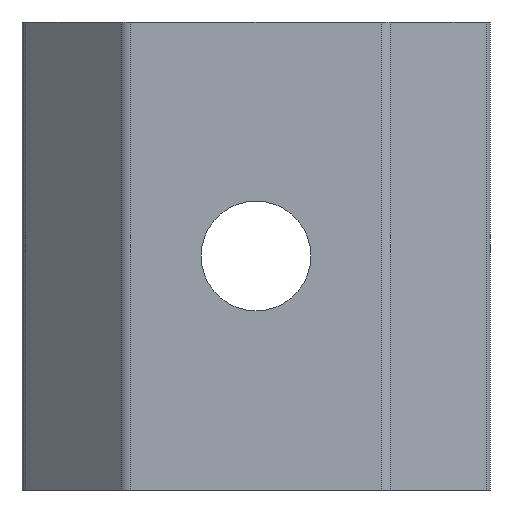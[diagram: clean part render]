
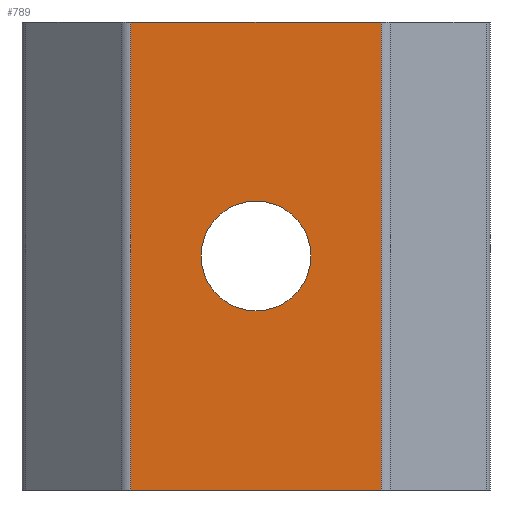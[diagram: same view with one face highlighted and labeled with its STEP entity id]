
A CAD part, front view. The second image highlights one B-rep face of the part: STEP entity #789.
In plain terms, the highlighted planar face has unit normal (0, -1, 0).
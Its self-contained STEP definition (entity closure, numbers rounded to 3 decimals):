
#28 = VERTEX_POINT ( 'NONE', #41 ) ;
#39 = ORIENTED_EDGE ( 'NONE', *, *, #816, .T. ) ;
#41 = CARTESIAN_POINT ( 'NONE',  ( 4.791, -4.5, -8.95 ) ) ;
#46 = VECTOR ( 'NONE', #855, 1000. ) ;
#59 = CIRCLE ( 'NONE', #437, 2.1 ) ;
#75 = CARTESIAN_POINT ( 'NONE',  ( 4.791, -4.5, 8.95 ) ) ;
#87 = EDGE_CURVE ( 'NONE', #28, #492, #361, .T. ) ;
#137 = ORIENTED_EDGE ( 'NONE', *, *, #873, .F. ) ;
#146 = DIRECTION ( 'NONE',  ( 1., 0., 0. ) ) ;
#157 = EDGE_CURVE ( 'NONE', #185, #28, #479, .T. ) ;
#173 = DIRECTION ( 'NONE',  ( 0., 1., 0. ) ) ;
#185 = VERTEX_POINT ( 'NONE', #727 ) ;
#210 = CARTESIAN_POINT ( 'NONE',  ( 5., -4.5, -8.95 ) ) ;
#214 = VECTOR ( 'NONE', #577, 1000. ) ;
#261 = FACE_BOUND ( 'NONE', #744, .T. ) ;
#290 = CARTESIAN_POINT ( 'NONE',  ( 0., -4.5, 0. ) ) ;
#329 = ORIENTED_EDGE ( 'NONE', *, *, #157, .T. ) ;
#347 = ORIENTED_EDGE ( 'NONE', *, *, #585, .T. ) ;
#361 = LINE ( 'NONE', #75, #695 ) ;
#373 = CIRCLE ( 'NONE', #514, 2.1 ) ;
#392 = DIRECTION ( 'NONE',  ( 0., 0., 1. ) ) ;
#401 = EDGE_LOOP ( 'NONE', ( #329, #673, #137, #347 ) ) ;
#402 = CARTESIAN_POINT ( 'NONE',  ( -4.791, -4.5, 8.95 ) ) ;
#415 = EDGE_CURVE ( 'NONE', #748, #696, #373, .T. ) ;
#437 = AXIS2_PLACEMENT_3D ( 'NONE', #290, #754, #827 ) ;
#479 = LINE ( 'NONE', #210, #713 ) ;
#486 = FACE_OUTER_BOUND ( 'NONE', #401, .T. ) ;
#487 = DIRECTION ( 'NONE',  ( 0., 1., 0. ) ) ;
#492 = VERTEX_POINT ( 'NONE', #600 ) ;
#514 = AXIS2_PLACEMENT_3D ( 'NONE', #566, #173, #700 ) ;
#566 = CARTESIAN_POINT ( 'NONE',  ( 0., -4.5, 0. ) ) ;
#577 = DIRECTION ( 'NONE',  ( 1., 0., 0. ) ) ;
#585 = EDGE_CURVE ( 'NONE', #627, #185, #749, .T. ) ;
#590 = CARTESIAN_POINT ( 'NONE',  ( 5., -4.5, 8.95 ) ) ;
#600 = CARTESIAN_POINT ( 'NONE',  ( 4.791, -4.5, 8.95 ) ) ;
#609 = ORIENTED_EDGE ( 'NONE', *, *, #415, .T. ) ;
#618 = DIRECTION ( 'NONE',  ( -1., 0., 0. ) ) ;
#627 = VERTEX_POINT ( 'NONE', #402 ) ;
#640 = AXIS2_PLACEMENT_3D ( 'NONE', #809, #487, #618 ) ;
#673 = ORIENTED_EDGE ( 'NONE', *, *, #87, .T. ) ;
#695 = VECTOR ( 'NONE', #392, 1000. ) ;
#696 = VERTEX_POINT ( 'NONE', #804 ) ;
#700 = DIRECTION ( 'NONE',  ( -1., 0., 0. ) ) ;
#701 = LINE ( 'NONE', #590, #214 ) ;
#713 = VECTOR ( 'NONE', #146, 1000. ) ;
#727 = CARTESIAN_POINT ( 'NONE',  ( -4.791, -4.5, -8.95 ) ) ;
#739 = PLANE ( 'NONE',  #640 ) ;
#744 = EDGE_LOOP ( 'NONE', ( #39, #609 ) ) ;
#748 = VERTEX_POINT ( 'NONE', #871 ) ;
#749 = LINE ( 'NONE', #867, #46 ) ;
#754 = DIRECTION ( 'NONE',  ( 0., 1., 0. ) ) ;
#789 = ADVANCED_FACE ( 'NONE', ( #261, #486 ), #739, .F. ) ;
#804 = CARTESIAN_POINT ( 'NONE',  ( -2.1, -4.5, 0. ) ) ;
#809 = CARTESIAN_POINT ( 'NONE',  ( 5., -4.5, 8.95 ) ) ;
#816 = EDGE_CURVE ( 'NONE', #696, #748, #59, .T. ) ;
#827 = DIRECTION ( 'NONE',  ( -1., 0., 0. ) ) ;
#855 = DIRECTION ( 'NONE',  ( 0., 0., -1. ) ) ;
#867 = CARTESIAN_POINT ( 'NONE',  ( -4.791, -4.5, 8.95 ) ) ;
#871 = CARTESIAN_POINT ( 'NONE',  ( 2.1, -4.5, 0. ) ) ;
#873 = EDGE_CURVE ( 'NONE', #627, #492, #701, .T. ) ;
